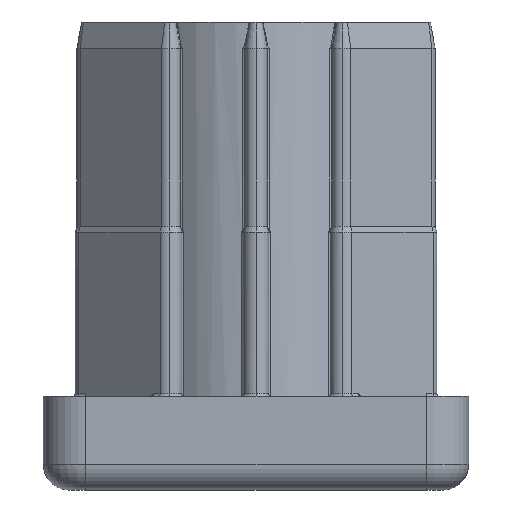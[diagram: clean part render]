
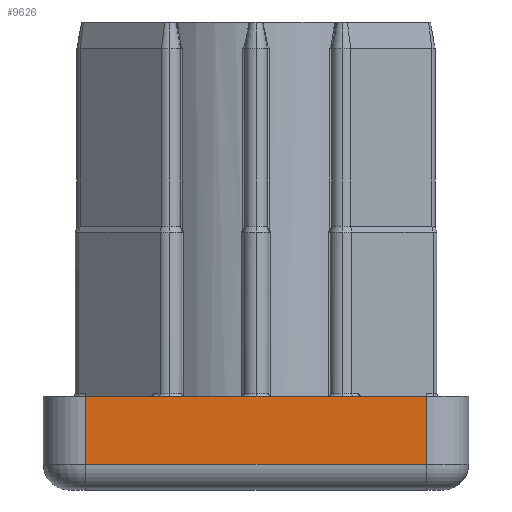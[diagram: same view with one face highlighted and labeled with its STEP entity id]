
A CAD part, left-side view. The second image highlights one B-rep face of the part: STEP entity #9626.
In plain terms, the highlighted planar face has unit normal (-1, 0, 0).
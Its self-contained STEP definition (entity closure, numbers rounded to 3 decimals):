
#330 = ORIENTED_EDGE ( 'NONE', *, *, #4165, .T. ) ;
#1110 = VERTEX_POINT ( 'NONE', #9830 ) ;
#1555 = CARTESIAN_POINT ( 'NONE',  ( -25., 20., 11. ) ) ;
#2517 = CARTESIAN_POINT ( 'NONE',  ( -25., -25., 11. ) ) ;
#2593 = CARTESIAN_POINT ( 'NONE',  ( -25., 20., 11. ) ) ;
#3793 = DIRECTION ( 'NONE',  ( 0., 0., 1. ) ) ;
#4165 = EDGE_CURVE ( 'NONE', #8706, #14280, #6843, .T. ) ;
#4428 = ORIENTED_EDGE ( 'NONE', *, *, #12780, .T. ) ;
#4641 = AXIS2_PLACEMENT_3D ( 'NONE', #12755, #15105, #8024 ) ;
#4708 = CARTESIAN_POINT ( 'NONE',  ( -25., -20., 3. ) ) ;
#6843 = LINE ( 'NONE', #4708, #9724 ) ;
#8024 = DIRECTION ( 'NONE',  ( 0., 0., -1. ) ) ;
#8370 = CARTESIAN_POINT ( 'NONE',  ( -25., 20., 3. ) ) ;
#8706 = VERTEX_POINT ( 'NONE', #8370 ) ;
#8746 = LINE ( 'NONE', #2517, #15017 ) ;
#9309 = LINE ( 'NONE', #1555, #12453 ) ;
#9626 = ADVANCED_FACE ( 'NONE', ( #9793 ), #13935, .F. ) ;
#9724 = VECTOR ( 'NONE', #14408, 1000. ) ;
#9793 = FACE_OUTER_BOUND ( 'NONE', #13117, .T. ) ;
#9830 = CARTESIAN_POINT ( 'NONE',  ( -25., -20., 11. ) ) ;
#10582 = VERTEX_POINT ( 'NONE', #2593 ) ;
#11204 = CARTESIAN_POINT ( 'NONE',  ( -25., -20., 11. ) ) ;
#11215 = DIRECTION ( 'NONE',  ( 0., -1., 0. ) ) ;
#11514 = EDGE_CURVE ( 'NONE', #14280, #1110, #14862, .T. ) ;
#11574 = DIRECTION ( 'NONE',  ( 0., 0., -1. ) ) ;
#12005 = ORIENTED_EDGE ( 'NONE', *, *, #12603, .F. ) ;
#12453 = VECTOR ( 'NONE', #11574, 1000. ) ;
#12502 = VECTOR ( 'NONE', #3793, 1000. ) ;
#12603 = EDGE_CURVE ( 'NONE', #10582, #1110, #8746, .T. ) ;
#12755 = CARTESIAN_POINT ( 'NONE',  ( -25., -25., 11. ) ) ;
#12780 = EDGE_CURVE ( 'NONE', #10582, #8706, #9309, .T. ) ;
#13117 = EDGE_LOOP ( 'NONE', ( #4428, #330, #13439, #12005 ) ) ;
#13439 = ORIENTED_EDGE ( 'NONE', *, *, #11514, .T. ) ;
#13935 = PLANE ( 'NONE',  #4641 ) ;
#14280 = VERTEX_POINT ( 'NONE', #15240 ) ;
#14408 = DIRECTION ( 'NONE',  ( 0., -1., 0. ) ) ;
#14862 = LINE ( 'NONE', #11204, #12502 ) ;
#15017 = VECTOR ( 'NONE', #11215, 1000. ) ;
#15105 = DIRECTION ( 'NONE',  ( 1., 0., 0. ) ) ;
#15240 = CARTESIAN_POINT ( 'NONE',  ( -25., -20., 3. ) ) ;
